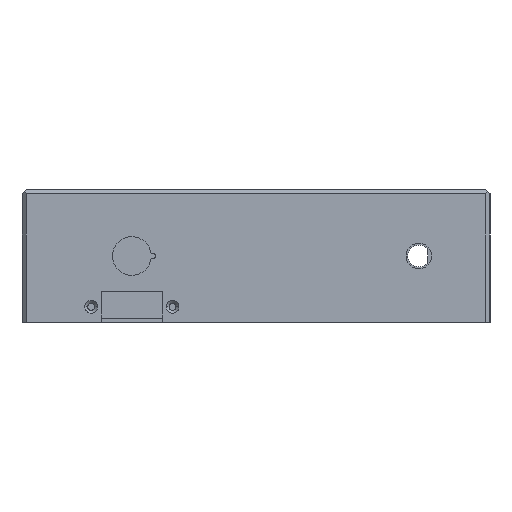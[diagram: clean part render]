
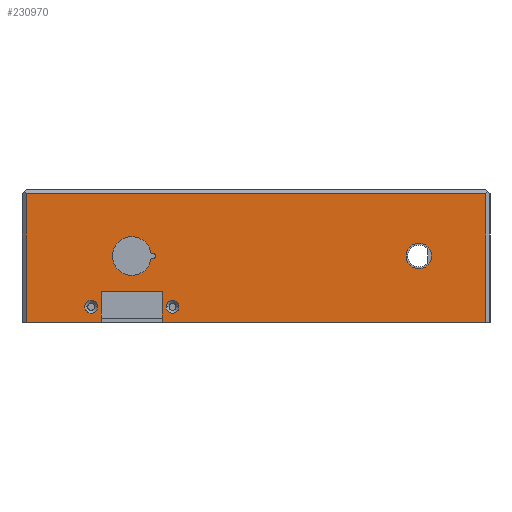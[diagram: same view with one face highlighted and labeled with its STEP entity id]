
A CAD part, left-side view. The second image highlights one B-rep face of the part: STEP entity #230970.
In plain terms, the highlighted face is planar.
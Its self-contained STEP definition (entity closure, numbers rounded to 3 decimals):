
#16840=CARTESIAN_POINT('',(212.617,-160.,-18.774));
#16850=VERTEX_POINT('',#16840);
#16880=CARTESIAN_POINT('',(212.617,-156.,-18.774));
#16890=DIRECTION('',(0.,-1.,0.));
#16900=VECTOR('',#16890,1.);
#16910=LINE('',#16880,#16900);
#16920=CARTESIAN_POINT('',(212.617,-97.,-18.774));
#16930=VERTEX_POINT('',#16920);
#16940=EDGE_CURVE('',#16930,#16850,#16910,.T.);
#41390=CARTESIAN_POINT('',(212.617,-160.,207.226));
#41400=VERTEX_POINT('',#41390);
#41560=CARTESIAN_POINT('',(212.617,-97.,207.226));
#41570=VERTEX_POINT('',#41560);
#41600=CARTESIAN_POINT('',(212.617,-156.,207.226));
#41610=DIRECTION('',(0.,1.,0.));
#41620=VECTOR('',#41610,1.);
#41630=LINE('',#41600,#41620);
#41640=EDGE_CURVE('',#41400,#41570,#41630,.T.);
#227650=CARTESIAN_POINT('',(212.617,-160.,-5.774));
#227660=DIRECTION('',(0.,0.,-1.));
#227670=VECTOR('',#227660,1.);
#227680=LINE('',#227650,#227670);
#227690=EDGE_CURVE('',#41400,#16850,#227680,.T.);
#228700=CARTESIAN_POINT('',(212.617,-97.,-5.774));
#228710=DIRECTION('',(0.,-0.,-1.));
#228720=VECTOR('',#228710,1.);
#228730=LINE('',#228700,#228720);
#228740=CARTESIAN_POINT('',(212.617,-97.,18.226));
#228750=VERTEX_POINT('',#228740);
#228760=EDGE_CURVE('',#228750,#16930,#228730,.T.);
#229620=CARTESIAN_POINT('',(212.617,-97.,48.226));
#229630=VERTEX_POINT('',#229620);
#229660=EDGE_CURVE('',#41570,#229630,#228730,.T.);
#229820=CARTESIAN_POINT('',(212.617,-156.,-20.774));
#229830=DIRECTION('',(1.,0.,0.));
#229840=DIRECTION('',(0.,0.,1.));
#229850=AXIS2_PLACEMENT_3D('',#229820,#229830,#229840);
#229860=PLANE('',#229850);
#229870=CARTESIAN_POINT('',(212.617,-104.5,53.226));
#229880=DIRECTION('',(1.,0.,0.));
#229890=DIRECTION('',(0.,0.,-1.));
#229900=AXIS2_PLACEMENT_3D('',#229870,#229880,#229890);
#229910=CIRCLE('',#229900,3.15);
#229920=CARTESIAN_POINT('',(212.617,-104.5,56.376));
#229930=VERTEX_POINT('',#229920);
#229940=CARTESIAN_POINT('',(212.617,-104.5,50.076));
#229950=VERTEX_POINT('',#229940);
#229960=EDGE_CURVE('',#229930,#229950,#229910,.T.);
#229970=ORIENTED_EDGE('',*,*,#229960,.F.);
#229980=EDGE_CURVE('',#229950,#229930,#229910,.T.);
#229990=ORIENTED_EDGE('',*,*,#229980,.F.);
#230000=EDGE_LOOP('',(#229990,#229970));
#230010=FACE_BOUND('',#230000,.T.);
#230020=CARTESIAN_POINT('',(212.617,-129.5,174.226));
#230030=DIRECTION('',(1.,0.,0.));
#230040=DIRECTION('',(0.,0.,1.));
#230050=AXIS2_PLACEMENT_3D('',#230020,#230030,#230040);
#230060=CIRCLE('',#230050,6.25);
#230070=CARTESIAN_POINT('',(212.617,-129.5,180.476));
#230080=VERTEX_POINT('',#230070);
#230090=CARTESIAN_POINT('',(212.617,-129.5,167.976));
#230100=VERTEX_POINT('',#230090);
#230110=EDGE_CURVE('',#230080,#230100,#230060,.T.);
#230120=ORIENTED_EDGE('',*,*,#230110,.F.);
#230130=EDGE_CURVE('',#230100,#230080,#230060,.T.);
#230140=ORIENTED_EDGE('',*,*,#230130,.F.);
#230150=EDGE_LOOP('',(#230140,#230120));
#230160=FACE_BOUND('',#230150,.T.);
#230170=CARTESIAN_POINT('',(212.617,-130.75,-5.774));
#230180=DIRECTION('',(0.,0.,1.));
#230190=VECTOR('',#230180,1.);
#230200=LINE('',#230170,#230190);
#230210=CARTESIAN_POINT('',(212.617,-130.75,42.644));
#230220=VERTEX_POINT('',#230210);
#230230=CARTESIAN_POINT('',(212.617,-130.75,43.726));
#230240=VERTEX_POINT('',#230230);
#230250=EDGE_CURVE('',#230220,#230240,#230200,.T.);
#230260=ORIENTED_EDGE('',*,*,#230250,.T.);
#230270=CARTESIAN_POINT('',(212.617,-129.5,33.226));
#230280=DIRECTION('',(1.,0.,0.));
#230290=DIRECTION('',(0.,0.,1.));
#230300=AXIS2_PLACEMENT_3D('',#230270,#230280,#230290);
#230310=CIRCLE('',#230300,9.5);
#230320=CARTESIAN_POINT('',(212.617,-128.25,42.644));
#230330=VERTEX_POINT('',#230320);
#230340=EDGE_CURVE('',#230220,#230330,#230310,.T.);
#230350=ORIENTED_EDGE('',*,*,#230340,.F.);
#230360=CARTESIAN_POINT('',(212.617,-128.25,-5.774));
#230370=DIRECTION('',(0.,-0.,-1.));
#230380=VECTOR('',#230370,1.);
#230390=LINE('',#230360,#230380);
#230400=CARTESIAN_POINT('',(212.617,-128.25,43.726));
#230410=VERTEX_POINT('',#230400);
#230420=EDGE_CURVE('',#230410,#230330,#230390,.T.);
#230430=ORIENTED_EDGE('',*,*,#230420,.T.);
#230440=CARTESIAN_POINT('',(212.617,-129.5,43.726));
#230450=DIRECTION('',(1.,0.,0.));
#230460=DIRECTION('',(0.,0.,1.));
#230470=AXIS2_PLACEMENT_3D('',#230440,#230450,#230460);
#230480=CIRCLE('',#230470,1.25);
#230490=EDGE_CURVE('',#230410,#230240,#230480,.T.);
#230500=ORIENTED_EDGE('',*,*,#230490,.F.);
#230510=EDGE_LOOP('',(#230500,#230430,#230350,#230260));
#230520=FACE_BOUND('',#230510,.T.);
#230530=CARTESIAN_POINT('',(212.617,-104.5,13.226));
#230540=DIRECTION('',(1.,0.,0.));
#230550=DIRECTION('',(0.,0.,-1.));
#230560=AXIS2_PLACEMENT_3D('',#230530,#230540,#230550);
#230570=CIRCLE('',#230560,3.15);
#230580=CARTESIAN_POINT('',(212.617,-104.5,16.376));
#230590=VERTEX_POINT('',#230580);
#230600=CARTESIAN_POINT('',(212.617,-104.5,10.076));
#230610=VERTEX_POINT('',#230600);
#230620=EDGE_CURVE('',#230590,#230610,#230570,.T.);
#230630=ORIENTED_EDGE('',*,*,#230620,.F.);
#230640=EDGE_CURVE('',#230610,#230590,#230570,.T.);
#230650=ORIENTED_EDGE('',*,*,#230640,.F.);
#230660=EDGE_LOOP('',(#230650,#230630));
#230670=FACE_BOUND('',#230660,.T.);
#230680=ORIENTED_EDGE('',*,*,#229660,.F.);
#230690=CARTESIAN_POINT('',(212.617,-156.,48.226));
#230700=DIRECTION('',(-0.,1.,0.));
#230710=VECTOR('',#230700,1.);
#230720=LINE('',#230690,#230710);
#230730=CARTESIAN_POINT('',(212.617,-112.,48.226));
#230740=VERTEX_POINT('',#230730);
#230750=EDGE_CURVE('',#230740,#229630,#230720,.T.);
#230760=ORIENTED_EDGE('',*,*,#230750,.T.);
#230770=CARTESIAN_POINT('',(212.617,-112.,-5.774));
#230780=DIRECTION('',(0.,0.,1.));
#230790=VECTOR('',#230780,1.);
#230800=LINE('',#230770,#230790);
#230810=CARTESIAN_POINT('',(212.617,-112.,18.226));
#230820=VERTEX_POINT('',#230810);
#230830=EDGE_CURVE('',#230820,#230740,#230800,.T.);
#230840=ORIENTED_EDGE('',*,*,#230830,.T.);
#230850=CARTESIAN_POINT('',(212.617,-156.,18.226));
#230860=DIRECTION('',(0.,-1.,0.));
#230870=VECTOR('',#230860,1.);
#230880=LINE('',#230850,#230870);
#230890=EDGE_CURVE('',#228750,#230820,#230880,.T.);
#230900=ORIENTED_EDGE('',*,*,#230890,.T.);
#230910=ORIENTED_EDGE('',*,*,#228760,.F.);
#230920=ORIENTED_EDGE('',*,*,#16940,.F.);
#230930=ORIENTED_EDGE('',*,*,#227690,.T.);
#230940=ORIENTED_EDGE('',*,*,#41640,.F.);
#230950=EDGE_LOOP('',(#230940,#230930,#230920,#230910,#230900,#230840,
#230760,#230680));
#230960=FACE_OUTER_BOUND('',#230950,.T.);
#230970=ADVANCED_FACE('',(#230010,#230160,#230520,#230670,#230960),
#229860,.T.);
